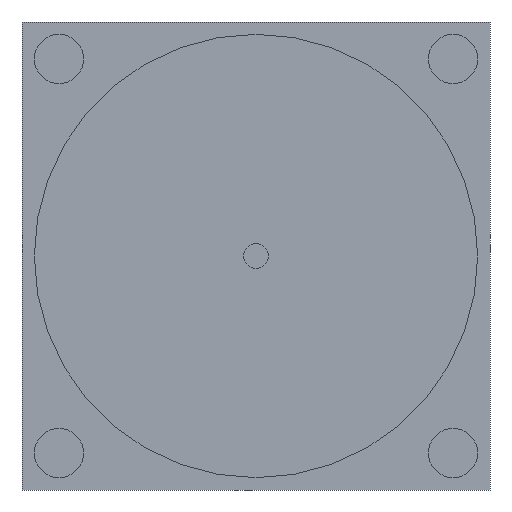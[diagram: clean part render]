
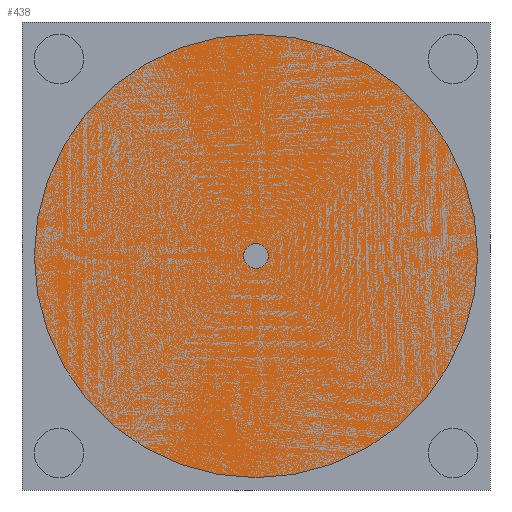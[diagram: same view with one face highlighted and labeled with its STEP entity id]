
A CAD part, left-side view. The second image highlights one B-rep face of the part: STEP entity #438.
In plain terms, the highlighted planar face has unit normal (-1, 0, 0).
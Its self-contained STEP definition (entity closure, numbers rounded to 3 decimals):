
#29=FACE_BOUND('',#105,.T.);
#39=PLANE('',#500);
#63=FACE_OUTER_BOUND('',#104,.T.);
#104=EDGE_LOOP('',(#331));
#105=EDGE_LOOP('',(#332));
#192=CIRCLE('',#484,25.);
#197=CIRCLE('',#493,450.);
#220=VERTEX_POINT('',#708);
#225=VERTEX_POINT('',#724);
#256=EDGE_CURVE('',#220,#220,#192,.T.);
#264=EDGE_CURVE('',#225,#225,#197,.T.);
#331=ORIENTED_EDGE('',*,*,#264,.F.);
#332=ORIENTED_EDGE('',*,*,#256,.T.);
#438=ADVANCED_FACE('',(#63,#29),#39,.F.);
#484=AXIS2_PLACEMENT_3D('',#709,#553,#554);
#493=AXIS2_PLACEMENT_3D('',#726,#574,#575);
#500=AXIS2_PLACEMENT_3D('',#738,#588,#589);
#553=DIRECTION('center_axis',(1.,0.,0.));
#554=DIRECTION('ref_axis',(0.,0.,1.));
#574=DIRECTION('center_axis',(1.,0.,0.));
#575=DIRECTION('ref_axis',(0.,0.,-1.));
#588=DIRECTION('center_axis',(1.,0.,0.));
#589=DIRECTION('ref_axis',(0.,0.,-1.));
#708=CARTESIAN_POINT('',(0.,0.,-25.));
#709=CARTESIAN_POINT('Origin',(0.,0.,0.));
#724=CARTESIAN_POINT('',(0.,0.,450.));
#726=CARTESIAN_POINT('Origin',(0.,0.,0.));
#738=CARTESIAN_POINT('Origin',(0.,0.,0.));
